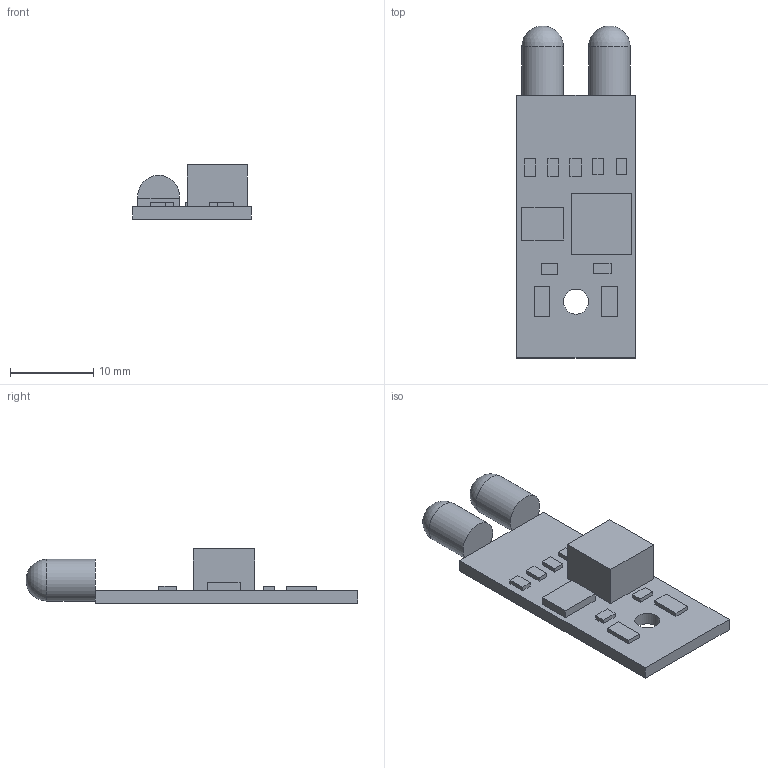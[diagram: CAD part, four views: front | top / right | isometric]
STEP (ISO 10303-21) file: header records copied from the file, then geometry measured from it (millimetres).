
FILE_DESCRIPTION(/* description */ (''),/* implementation_level */ '2;1');
FILE_NAME(/* name */ 'Infrared Obstacle Detecting Module v2.step',/* time_stamp */ '2023-03-12T13:23:48+01:00',/* author */ (''),/* organization */ (''),/* preprocessor_version */ 'ST-DEVELOPER v19.2',/* originating_system */ 'Autodesk Translation Framework v11.17.0.187',/* authorisation */ '');
FILE_SCHEMA (('AUTOMOTIVE_DESIGN { 1 0 10303 214 3 1 1 }'));
Length unit declared in the file: millimetre
Products named in the file (2): Infrared Obstacle Detecting Module; Komponente1
Assembly tree (1 placements, depth 2):
  Infrared Obstacle Detecting Module
    Komponente1
Bounding box: 14.2 x 39.8 x 6.52 mm (x, y, z)
Volume: 1265.4 mm3; surface area: 1743.9 mm2
Topology: 14 solids, 14 shells, 79 faces, 159 edges, 106 vertices
Faces by surface type: plane 74, cylinder 3, sphere 2
Full cylindrical faces by diameter (mm): 3 x1, 5 x2
Entity records: 2099 total; most frequent: CARTESIAN_POINT 345, DIRECTION 331, ORIENTED_EDGE 314, EDGE_CURVE 157, LINE 147, VECTOR 147, VERTEX_POINT 106, AXIS2_PLACEMENT_3D 92
